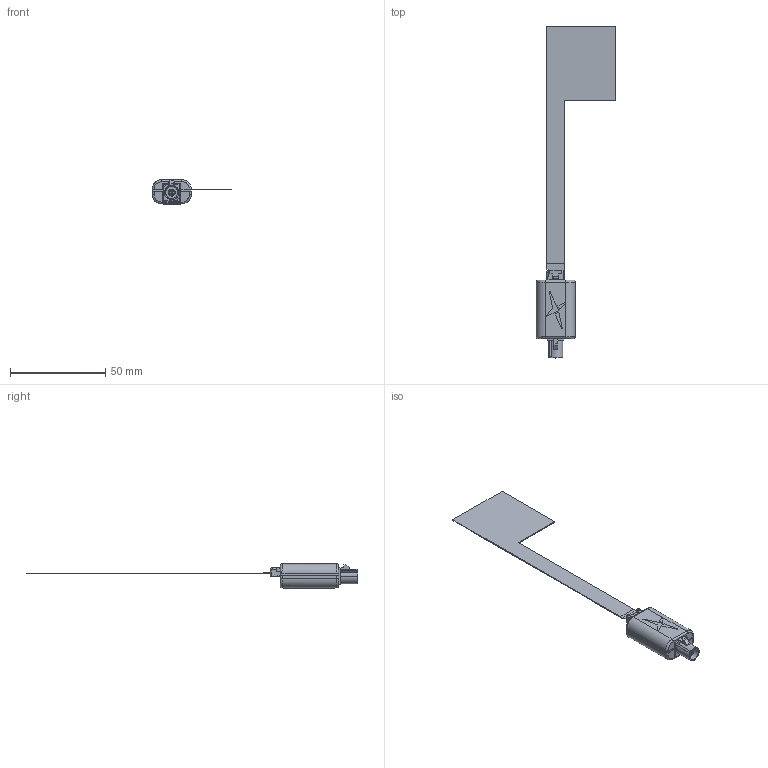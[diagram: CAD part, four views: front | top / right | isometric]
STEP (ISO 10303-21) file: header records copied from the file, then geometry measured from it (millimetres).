
FILE_DESCRIPTION (( 'STEP AP214' ), '1' );
FILE_NAME ('TFX125.A - D05.STEP', '2023-04-05T08:20:27', ( '' ), ( '' ), 'SwSTEP 2.0', 'SolidWorks 2018', '' );
FILE_SCHEMA (( 'AUTOMOTIVE_DESIGN' ));
Length unit declared in the file: inch
Products named in the file (1): TFX125.A - D05
Bounding box: 41.82 x 174.01 x 12.84 mm (x, y, z)
Volume: 8708.8 mm3; surface area: 8623.3 mm2
Topology: 1 solids, 8 shells, 953 faces, 3890 edges, 3038 vertices
Faces by surface type: plane 674, cylinder 190, bspline 58, cone 29, torus 2
Entity records: 59595 total; most frequent: CARTESIAN_POINT 16302, ORIENTED_EDGE 7768, DIRECTION 4789, EDGE_CURVE 3884, VERTEX_POINT 3038, VECTOR 2357, LINE 2357, AXIS2_PLACEMENT_3D 1216
